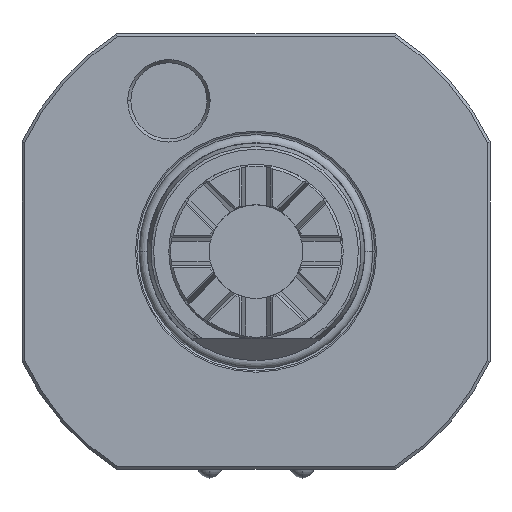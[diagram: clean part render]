
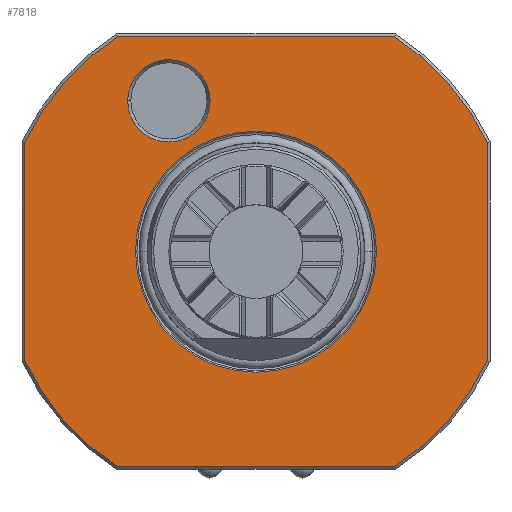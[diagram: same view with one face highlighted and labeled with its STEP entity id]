
A CAD part, left-side view. The second image highlights one B-rep face of the part: STEP entity #7818.
In plain terms, the highlighted planar face has unit normal (-1, 0, 0).
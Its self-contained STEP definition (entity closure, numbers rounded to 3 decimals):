
#230=CARTESIAN_POINT('',(-76.,0.,0.));
#231=DIRECTION('',(1.,0.,0.));
#232=DIRECTION('',(0.,-0.904,-0.427));
#233=AXIS2_PLACEMENT_3D('',#230,#231,#232);
#235=DIRECTION('',(0.,-1.,0.));
#236=VECTOR('',#235,50.942);
#237=CARTESIAN_POINT('',(-76.,25.471,-39.5));
#238=LINE('',#237,#236);
#239=CARTESIAN_POINT('',(-76.,0.,0.));
#240=DIRECTION('',(1.,0.,0.));
#241=DIRECTION('',(0.,0.542,-0.84));
#242=AXIS2_PLACEMENT_3D('',#239,#240,#241);
#244=DIRECTION('',(0.,0.,-1.));
#245=VECTOR('',#244,40.138);
#246=CARTESIAN_POINT('',(-76.,42.5,20.069));
#247=LINE('',#246,#245);
#248=CARTESIAN_POINT('',(-76.,0.,0.));
#249=DIRECTION('',(1.,0.,0.));
#250=DIRECTION('',(0.,0.904,0.427));
#251=AXIS2_PLACEMENT_3D('',#248,#249,#250);
#253=DIRECTION('',(0.,1.,0.));
#254=VECTOR('',#253,50.942);
#255=CARTESIAN_POINT('',(-76.,-25.471,39.5));
#256=LINE('',#255,#254);
#257=CARTESIAN_POINT('',(-76.,0.,0.));
#258=DIRECTION('',(1.,0.,0.));
#259=DIRECTION('',(0.,-0.542,0.84));
#260=AXIS2_PLACEMENT_3D('',#257,#258,#259);
#262=DIRECTION('',(0.,0.,1.));
#263=VECTOR('',#262,40.138);
#264=CARTESIAN_POINT('',(-76.,-42.5,
-20.069));
#265=LINE('',#264,#263);
#266=CARTESIAN_POINT('',(-76.,0.,0.));
#267=DIRECTION('',(1.,0.,0.));
#268=DIRECTION('',(0.,-1.,0.));
#269=AXIS2_PLACEMENT_3D('',#266,#267,#268);
#271=CARTESIAN_POINT('',(-76.,0.,0.));
#272=DIRECTION('',(1.,0.,0.));
#273=DIRECTION('',(0.,1.,0.));
#274=AXIS2_PLACEMENT_3D('',#271,#272,#273);
#276=CARTESIAN_POINT('',(-76.,16.,27.713));
#277=DIRECTION('',(1.,0.,0.));
#278=DIRECTION('',(0.,-1.,0.));
#279=AXIS2_PLACEMENT_3D('',#276,#277,#278);
#281=CARTESIAN_POINT('',(-76.,16.,27.713));
#282=DIRECTION('',(1.,0.,0.));
#283=DIRECTION('',(0.,1.,0.));
#284=AXIS2_PLACEMENT_3D('',#281,#282,#283);
#6844=CARTESIAN_POINT('',(-76.,-22.15,0.));
#6845=CARTESIAN_POINT('',(-76.,22.15,0.));
#6846=VERTEX_POINT('',#6844);
#6847=VERTEX_POINT('',#6845);
#6848=CARTESIAN_POINT('',(-76.,8.423,27.713));
#6849=CARTESIAN_POINT('',(-76.,23.577,27.713));
#6850=VERTEX_POINT('',#6848);
#6851=VERTEX_POINT('',#6849);
#6852=CARTESIAN_POINT('',(-76.,-42.5,-20.07));
#6853=CARTESIAN_POINT('',(-76.,-25.471,-39.5));
#6854=VERTEX_POINT('',#6852);
#6855=VERTEX_POINT('',#6853);
#6860=CARTESIAN_POINT('',(-76.,-25.471,39.5));
#6861=CARTESIAN_POINT('',(-76.,-42.5,20.07));
#6862=VERTEX_POINT('',#6860);
#6863=VERTEX_POINT('',#6861);
#6884=CARTESIAN_POINT('',(-76.,42.5,20.07));
#6885=CARTESIAN_POINT('',(-76.,25.471,39.5));
#6886=VERTEX_POINT('',#6884);
#6887=VERTEX_POINT('',#6885);
#6892=CARTESIAN_POINT('',(-76.,25.471,-39.5));
#6893=CARTESIAN_POINT('',(-76.,42.5,-20.07));
#6894=VERTEX_POINT('',#6892);
#6895=VERTEX_POINT('',#6893);
#7784=CARTESIAN_POINT('',(-76.,0.,0.));
#7785=DIRECTION('',(-1.,0.,0.));
#7786=DIRECTION('',(0.,1.,0.));
#7787=AXIS2_PLACEMENT_3D('',#7784,#7785,#7786);
#7788=PLANE('',#7787);
#7790=ORIENTED_EDGE('',*,*,#7789,.T.);
#7792=ORIENTED_EDGE('',*,*,#7791,.F.);
#7794=ORIENTED_EDGE('',*,*,#7793,.T.);
#7796=ORIENTED_EDGE('',*,*,#7795,.F.);
#7798=ORIENTED_EDGE('',*,*,#7797,.T.);
#7800=ORIENTED_EDGE('',*,*,#7799,.F.);
#7801=ORIENTED_EDGE('',*,*,#7774,.T.);
#7803=ORIENTED_EDGE('',*,*,#7802,.F.);
#7804=EDGE_LOOP('',(#7790,#7792,#7794,#7796,#7798,#7800,#7801,#7803));
#7805=FACE_OUTER_BOUND('',#7804,.F.);
#7807=ORIENTED_EDGE('',*,*,#7806,.F.);
#7809=ORIENTED_EDGE('',*,*,#7808,.F.);
#7810=EDGE_LOOP('',(#7807,#7809));
#7811=FACE_BOUND('',#7810,.F.);
#7813=ORIENTED_EDGE('',*,*,#7812,.F.);
#7815=ORIENTED_EDGE('',*,*,#7814,.F.);
#7816=EDGE_LOOP('',(#7813,#7815));
#7817=FACE_BOUND('',#7816,.F.);
#234=CIRCLE('',#233,47.001);
#243=CIRCLE('',#242,47.001);
#252=CIRCLE('',#251,47.001);
#261=CIRCLE('',#260,47.001);
#270=CIRCLE('',#269,22.15);
#275=CIRCLE('',#274,22.15);
#280=CIRCLE('',#279,7.577);
#285=CIRCLE('',#284,7.577);
#7774=EDGE_CURVE('',#6862,#6863,#261,.T.);
#7789=EDGE_CURVE('',#6854,#6855,#234,.T.);
#7791=EDGE_CURVE('',#6894,#6855,#238,.T.);
#7793=EDGE_CURVE('',#6894,#6895,#243,.T.);
#7795=EDGE_CURVE('',#6886,#6895,#247,.T.);
#7797=EDGE_CURVE('',#6886,#6887,#252,.T.);
#7799=EDGE_CURVE('',#6862,#6887,#256,.T.);
#7802=EDGE_CURVE('',#6854,#6863,#265,.T.);
#7806=EDGE_CURVE('',#6846,#6847,#270,.T.);
#7808=EDGE_CURVE('',#6847,#6846,#275,.T.);
#7812=EDGE_CURVE('',#6850,#6851,#280,.T.);
#7814=EDGE_CURVE('',#6851,#6850,#285,.T.);
#7818=ADVANCED_FACE('',(#7805,#7811,#7817),#7788,.T.);
